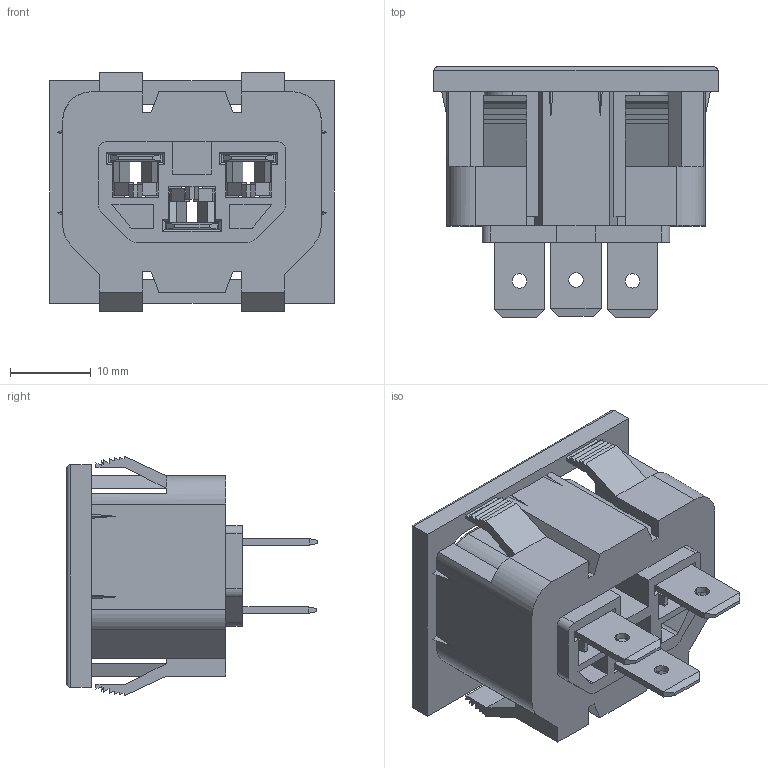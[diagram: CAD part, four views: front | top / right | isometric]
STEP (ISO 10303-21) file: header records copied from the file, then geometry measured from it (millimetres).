
FILE_DESCRIPTION (( 'STEP AP214' ), '1' );
FILE_NAME ('716W.STEP', '2014-04-03T01:51:17', ( 'USER' ), ( 'NONE' ), 'SwSTEP 2.0', 'SolidWorks 2010', '' );
FILE_SCHEMA (( 'AUTOMOTIVE_DESIGN' ));
Length unit declared in the file: millimetre
Products named in the file (1): 716W
Bounding box: 35.2 x 31 x 29.67 mm (x, y, z)
Volume: 7971.1 mm3; surface area: 10704 mm2
Topology: 1 solids, 1 shells, 417 faces, 1179 edges, 763 vertices
Faces by surface type: plane 365, cylinder 46, torus 6
Entity records: 17909 total; most frequent: CARTESIAN_POINT 2441, ORIENTED_EDGE 2358, DIRECTION 2088, EDGE_CURVE 1179, LINE 1052, VECTOR 1052, VERTEX_POINT 763, AXIS2_PLACEMENT_3D 518
